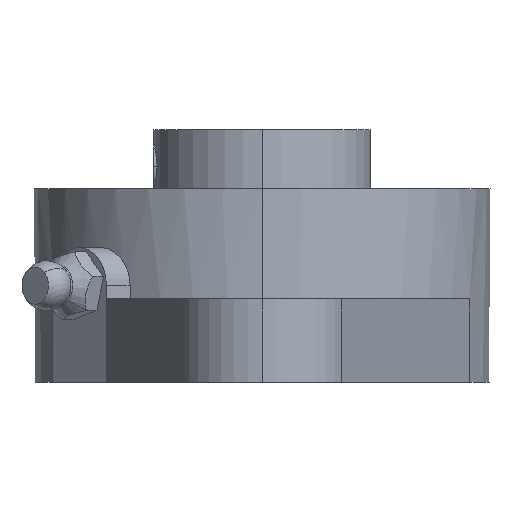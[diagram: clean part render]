
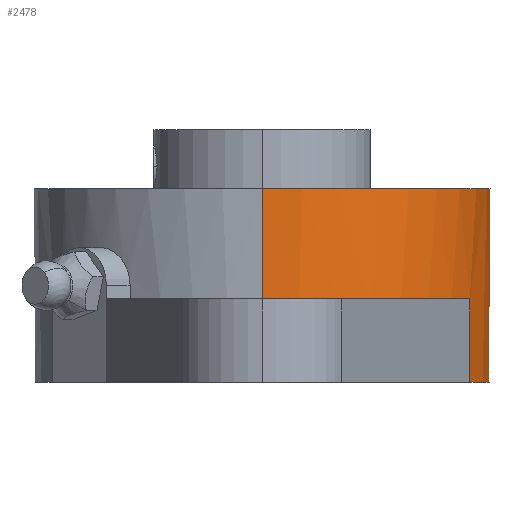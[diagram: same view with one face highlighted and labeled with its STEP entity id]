
A CAD part, left-side view. The second image highlights one B-rep face of the part: STEP entity #2478.
In plain terms, the highlighted cylindrical face has radius 30 mm (diameter 60 mm), a partial arc.
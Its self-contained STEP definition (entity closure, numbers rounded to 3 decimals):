
#23 = DIRECTION ( 'NONE',  ( 0., 0., -1. ) ) ;
#66 = CARTESIAN_POINT ( 'NONE',  ( 0., 0., -1.75 ) ) ;
#69 = AXIS2_PLACEMENT_3D ( 'NONE', #66, #23, #136 ) ;
#136 = DIRECTION ( 'NONE',  ( -1., 0., 0. ) ) ;
#147 = EDGE_CURVE ( 'NONE', #3167, #1639, #2907, .T. ) ;
#150 = CARTESIAN_POINT ( 'NONE',  ( -30., 0., 12.75 ) ) ;
#231 = CYLINDRICAL_SURFACE ( 'NONE', #2000, 30. ) ;
#244 = CIRCLE ( 'NONE', #1888, 30. ) ;
#278 = FACE_OUTER_BOUND ( 'NONE', #1889, .T. ) ;
#374 = DIRECTION ( 'NONE',  ( 1., 0., 0. ) ) ;
#389 = VERTEX_POINT ( 'NONE', #692 ) ;
#472 = VERTEX_POINT ( 'NONE', #2549 ) ;
#514 = ORIENTED_EDGE ( 'NONE', *, *, #147, .F. ) ;
#522 = DIRECTION ( 'NONE',  ( 0., 0., 1. ) ) ;
#582 = ORIENTED_EDGE ( 'NONE', *, *, #2496, .T. ) ;
#672 = ORIENTED_EDGE ( 'NONE', *, *, #1453, .T. ) ;
#677 = DIRECTION ( 'NONE',  ( 0., 0., -1. ) ) ;
#686 = CARTESIAN_POINT ( 'NONE',  ( 12.333, -27.348, -1.75 ) ) ;
#692 = CARTESIAN_POINT ( 'NONE',  ( -30., 0., 12.75 ) ) ;
#789 = ORIENTED_EDGE ( 'NONE', *, *, #1960, .F. ) ;
#914 = EDGE_CURVE ( 'NONE', #389, #2702, #2386, .T. ) ;
#917 = EDGE_CURVE ( 'NONE', #2279, #472, #2376, .T. ) ;
#932 = VERTEX_POINT ( 'NONE', #1515 ) ;
#1012 = EDGE_CURVE ( 'NONE', #389, #1639, #2292, .T. ) ;
#1027 = CARTESIAN_POINT ( 'NONE',  ( -12.333, -27.348, -12.75 ) ) ;
#1034 = CARTESIAN_POINT ( 'NONE',  ( -12.333, -27.348, -1.75 ) ) ;
#1118 = VECTOR ( 'NONE', #677, 1000. ) ;
#1155 = LINE ( 'NONE', #686, #1118 ) ;
#1168 = CARTESIAN_POINT ( 'NONE',  ( 0., 0., -1.75 ) ) ;
#1294 = EDGE_CURVE ( 'NONE', #2702, #2279, #1746, .T. ) ;
#1364 = CARTESIAN_POINT ( 'NONE',  ( 30., 0., -1.75 ) ) ;
#1453 = EDGE_CURVE ( 'NONE', #3167, #3171, #1553, .T. ) ;
#1515 = CARTESIAN_POINT ( 'NONE',  ( 12.333, -27.348, -12.75 ) ) ;
#1546 = VECTOR ( 'NONE', #2783, 1000. ) ;
#1553 = LINE ( 'NONE', #2946, #1546 ) ;
#1639 = VERTEX_POINT ( 'NONE', #2026 ) ;
#1646 = ORIENTED_EDGE ( 'NONE', *, *, #917, .F. ) ;
#1739 = VECTOR ( 'NONE', #3169, 1000. ) ;
#1746 = LINE ( 'NONE', #3164, #1739 ) ;
#1888 = AXIS2_PLACEMENT_3D ( 'NONE', #2793, #2785, #2776 ) ;
#1889 = EDGE_LOOP ( 'NONE', ( #2527, #2557, #2606, #514, #672, #582, #789, #1646 ) ) ;
#1960 = EDGE_CURVE ( 'NONE', #472, #932, #1155, .T. ) ;
#1987 = DIRECTION ( 'NONE',  ( 0., 0., -1. ) ) ;
#1997 = DIRECTION ( 'NONE',  ( -1., 0., 0. ) ) ;
#2000 = AXIS2_PLACEMENT_3D ( 'NONE', #2918, #2899, #2937 ) ;
#2026 = CARTESIAN_POINT ( 'NONE',  ( -30., 0., -1.75 ) ) ;
#2099 = AXIS2_PLACEMENT_3D ( 'NONE', #2894, #522, #374 ) ;
#2183 = CARTESIAN_POINT ( 'NONE',  ( 30., 0., 12.75 ) ) ;
#2218 = VECTOR ( 'NONE', #3396, 1000. ) ;
#2279 = VERTEX_POINT ( 'NONE', #1364 ) ;
#2292 = LINE ( 'NONE', #150, #2218 ) ;
#2376 = CIRCLE ( 'NONE', #69, 30. ) ;
#2386 = CIRCLE ( 'NONE', #2099, 30. ) ;
#2478 = ADVANCED_FACE ( 'NONE', ( #278 ), #231, .T. ) ;
#2496 = EDGE_CURVE ( 'NONE', #3171, #932, #244, .T. ) ;
#2527 = ORIENTED_EDGE ( 'NONE', *, *, #1294, .F. ) ;
#2549 = CARTESIAN_POINT ( 'NONE',  ( 12.333, -27.348, -1.75 ) ) ;
#2557 = ORIENTED_EDGE ( 'NONE', *, *, #914, .F. ) ;
#2606 = ORIENTED_EDGE ( 'NONE', *, *, #1012, .T. ) ;
#2702 = VERTEX_POINT ( 'NONE', #2183 ) ;
#2776 = DIRECTION ( 'NONE',  ( 1., 0., 0. ) ) ;
#2783 = DIRECTION ( 'NONE',  ( 0., 0., -1. ) ) ;
#2785 = DIRECTION ( 'NONE',  ( 0., 0., 1. ) ) ;
#2793 = CARTESIAN_POINT ( 'NONE',  ( 0., 0., -12.75 ) ) ;
#2894 = CARTESIAN_POINT ( 'NONE',  ( 0., 0., 12.75 ) ) ;
#2899 = DIRECTION ( 'NONE',  ( 0., 0., -1. ) ) ;
#2907 = CIRCLE ( 'NONE', #3243, 30. ) ;
#2918 = CARTESIAN_POINT ( 'NONE',  ( 0., 0., 12.75 ) ) ;
#2937 = DIRECTION ( 'NONE',  ( -1., 0., 0. ) ) ;
#2946 = CARTESIAN_POINT ( 'NONE',  ( -12.333, -27.348, -1.75 ) ) ;
#3164 = CARTESIAN_POINT ( 'NONE',  ( 30., 0., 12.75 ) ) ;
#3167 = VERTEX_POINT ( 'NONE', #1034 ) ;
#3169 = DIRECTION ( 'NONE',  ( 0., 0., -1. ) ) ;
#3171 = VERTEX_POINT ( 'NONE', #1027 ) ;
#3243 = AXIS2_PLACEMENT_3D ( 'NONE', #1168, #1987, #1997 ) ;
#3396 = DIRECTION ( 'NONE',  ( 0., 0., -1. ) ) ;
